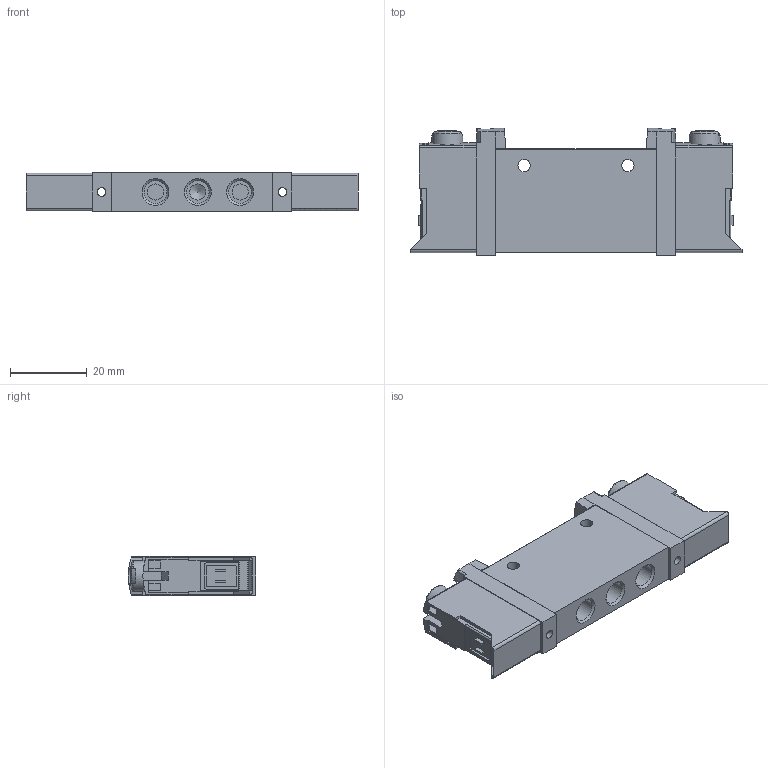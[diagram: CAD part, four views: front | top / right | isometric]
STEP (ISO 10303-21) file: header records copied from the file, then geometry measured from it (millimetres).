
FILE_DESCRIPTION(/* description */ ('STEP AP214'),/* implementation_level */ '2;1');
FILE_NAME(/* name */ '566472_VUVG-L10-T32U-AT-M7-1P3',/* time_stamp */ '2024-09-17T15:22:11+02:00',/* author */ ('License CC BY-ND 4.0'),/* organization */ ('CADENAS'),/* preprocessor_version */ 'ST-DEVELOPER v19.3',/* originating_system */ 'PARTsolutions',/* authorisation */ ' ');
FILE_SCHEMA (('AUTOMOTIVE_DESIGN {1 0 10303 214 3 1 1}'));
Length unit declared in the file: millimetre
Products named in the file (2): 566472 VUVG-L10-T32U-AT-M7-1P3; 564212 VUVG-L-10-T32U-A-T-M7--1P3--------(G)
Assembly tree (1 placements, depth 2):
  566472 VUVG-L10-T32U-AT-M7-1P3
    564212 VUVG-L-10-T32U-A-T-M7--1P3--------(G)
Bounding box: 86.32 x 33.1 x 10.25 mm (x, y, z)
Volume: 21271.3 mm3; surface area: 9314.7 mm2
Topology: 1 solids, 1 shells, 361 faces, 975 edges, 645 vertices
Faces by surface type: plane 263, cylinder 76, cone 14, torus 6, sphere 2
Full cylindrical faces by diameter (mm): 3 x2, 3.2 x2, 3.8 x2, 3.9 x2, 4.2 x3, 5.917 x5, 8.1 x2
Entity records: 11181 total; most frequent: CARTESIAN_POINT 2048, DIRECTION 1872, ORIENTED_EDGE 1858, EDGE_CURVE 929, LINE 656, VECTOR 656, VERTEX_POINT 632, AXIS2_PLACEMENT_3D 608
